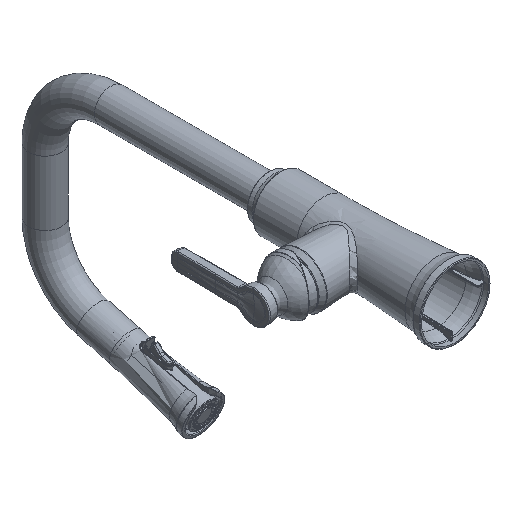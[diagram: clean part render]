
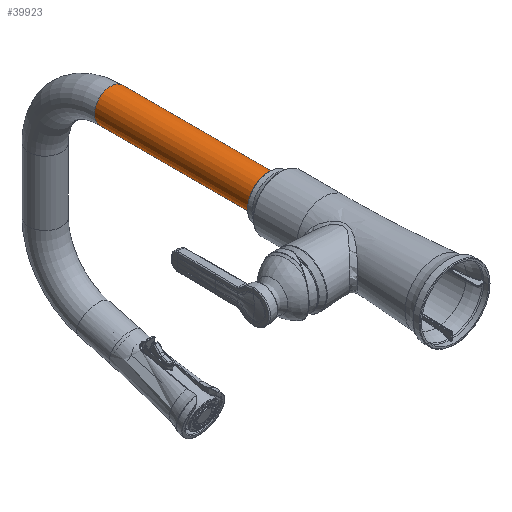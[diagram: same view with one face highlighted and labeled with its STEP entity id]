
A CAD part, isometric view. The second image highlights one B-rep face of the part: STEP entity #39923.
In plain terms, the highlighted cylindrical face has radius 15 mm (diameter 30 mm), a full revolution.
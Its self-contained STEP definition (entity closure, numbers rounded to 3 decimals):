
#256=FACE_BOUND('',#8959,.T.);
#1270=CYLINDRICAL_SURFACE('',#43874,15.);
#3944=CIRCLE('',#43875,15.);
#3945=CIRCLE('',#43876,15.);
#6303=FACE_OUTER_BOUND('',#8958,.T.);
#8958=EDGE_LOOP('',(#30980));
#8959=EDGE_LOOP('',(#30981));
#17236=VERTEX_POINT('',#91061);
#17237=VERTEX_POINT('',#91063);
#22038=EDGE_CURVE('',#17236,#17236,#3944,.T.);
#22039=EDGE_CURVE('',#17237,#17237,#3945,.T.);
#30980=ORIENTED_EDGE('',*,*,#22038,.F.);
#30981=ORIENTED_EDGE('',*,*,#22039,.F.);
#39923=ADVANCED_FACE('',(#6303,#256),#1270,.T.);
#43874=AXIS2_PLACEMENT_3D('',#91060,#52333,#52334);
#43875=AXIS2_PLACEMENT_3D('',#91062,#52335,#52336);
#43876=AXIS2_PLACEMENT_3D('',#91064,#52337,#52338);
#52333=DIRECTION('center_axis',(0.,1.,0.));
#52334=DIRECTION('ref_axis',(-1.,0.,0.));
#52335=DIRECTION('center_axis',(0.,1.,0.));
#52336=DIRECTION('ref_axis',(-1.,0.,0.));
#52337=DIRECTION('center_axis',(0.,-1.,0.));
#52338=DIRECTION('ref_axis',(0.,0.,-1.));
#91060=CARTESIAN_POINT('Origin',(0.,170.253,
0.));
#91061=CARTESIAN_POINT('',(15.,315.253,0.));
#91062=CARTESIAN_POINT('Origin',(0.,315.253,
0.));
#91063=CARTESIAN_POINT('',(15.,170.503,0.));
#91064=CARTESIAN_POINT('Origin',(0.,170.503,
0.));
